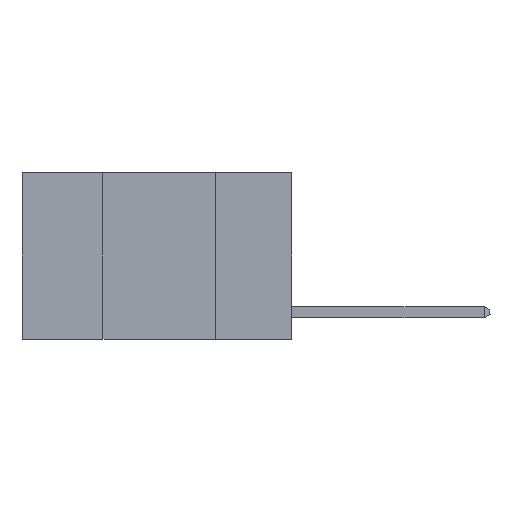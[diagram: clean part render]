
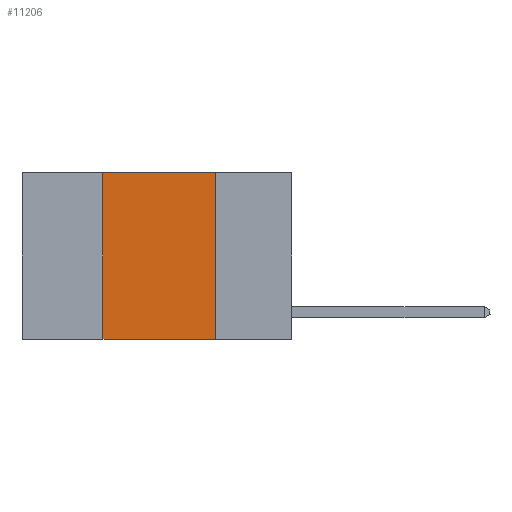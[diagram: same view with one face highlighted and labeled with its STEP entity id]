
A CAD part, left-side view. The second image highlights one B-rep face of the part: STEP entity #11206.
In plain terms, the highlighted planar face has unit normal (-1, 0, 0).
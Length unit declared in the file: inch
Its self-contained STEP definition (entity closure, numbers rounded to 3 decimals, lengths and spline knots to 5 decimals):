
#2572 = VERTEX_POINT ( 'NONE', #7595 ) ;
#2821 = CARTESIAN_POINT ( 'NONE',  ( 0., 0.42, -0.37 ) ) ;
#3746 = DIRECTION ( 'NONE',  ( 0., 0., 1. ) ) ;
#3772 = VERTEX_POINT ( 'NONE', #2821 ) ;
#4110 = EDGE_CURVE ( 'NONE', #17649, #2572, #12811, .T. ) ;
#4116 = EDGE_CURVE ( 'NONE', #19851, #17649, #14469, .T. ) ;
#4297 = DIRECTION ( 'NONE',  ( 0., -1., 0. ) ) ;
#6189 = PLANE ( 'NONE',  #15391 ) ;
#6479 = DIRECTION ( 'NONE',  ( 0., 0., -1. ) ) ;
#7315 = ORIENTED_EDGE ( 'NONE', *, *, #24561, .F. ) ;
#7595 = CARTESIAN_POINT ( 'NONE',  ( 0., 0.17, -0.37 ) ) ;
#7979 = DIRECTION ( 'NONE',  ( 0., 0., -1. ) ) ;
#8167 = CARTESIAN_POINT ( 'NONE',  ( 0., 0.6, -0.37 ) ) ;
#9143 = ORIENTED_EDGE ( 'NONE', *, *, #4110, .F. ) ;
#10331 = CARTESIAN_POINT ( 'NONE',  ( 0., 0.6, 0. ) ) ;
#10435 = LINE ( 'NONE', #14446, #16172 ) ;
#10600 = CARTESIAN_POINT ( 'NONE',  ( 0., 0.17, 0. ) ) ;
#11015 = VECTOR ( 'NONE', #6479, 39.37008 ) ;
#11206 = ADVANCED_FACE ( 'NONE', ( #24737 ), #6189, .F. ) ;
#11856 = CARTESIAN_POINT ( 'NONE',  ( 0., 0.42, 0. ) ) ;
#12760 = VECTOR ( 'NONE', #4297, 39.37008 ) ;
#12811 = LINE ( 'NONE', #10600, #11015 ) ;
#14446 = CARTESIAN_POINT ( 'NONE',  ( 0., 0.42, 0. ) ) ;
#14469 = LINE ( 'NONE', #10331, #12760 ) ;
#15094 = CARTESIAN_POINT ( 'NONE',  ( 0., 0.17, 0. ) ) ;
#15134 = ORIENTED_EDGE ( 'NONE', *, *, #22409, .T. ) ;
#15271 = VECTOR ( 'NONE', #20831, 39.37008 ) ;
#15391 = AXIS2_PLACEMENT_3D ( 'NONE', #18708, #22279, #7979 ) ;
#16172 = VECTOR ( 'NONE', #3746, 39.37008 ) ;
#16713 = LINE ( 'NONE', #8167, #15271 ) ;
#17649 = VERTEX_POINT ( 'NONE', #15094 ) ;
#18708 = CARTESIAN_POINT ( 'NONE',  ( 0., 0.6, 0. ) ) ;
#19484 = EDGE_LOOP ( 'NONE', ( #9143, #26652, #7315, #15134 ) ) ;
#19851 = VERTEX_POINT ( 'NONE', #11856 ) ;
#20831 = DIRECTION ( 'NONE',  ( 0., -1., 0. ) ) ;
#22279 = DIRECTION ( 'NONE',  ( 1., 0., 0. ) ) ;
#22409 = EDGE_CURVE ( 'NONE', #3772, #2572, #16713, .T. ) ;
#24561 = EDGE_CURVE ( 'NONE', #3772, #19851, #10435, .T. ) ;
#24737 = FACE_OUTER_BOUND ( 'NONE', #19484, .T. ) ;
#26652 = ORIENTED_EDGE ( 'NONE', *, *, #4116, .F. ) ;
